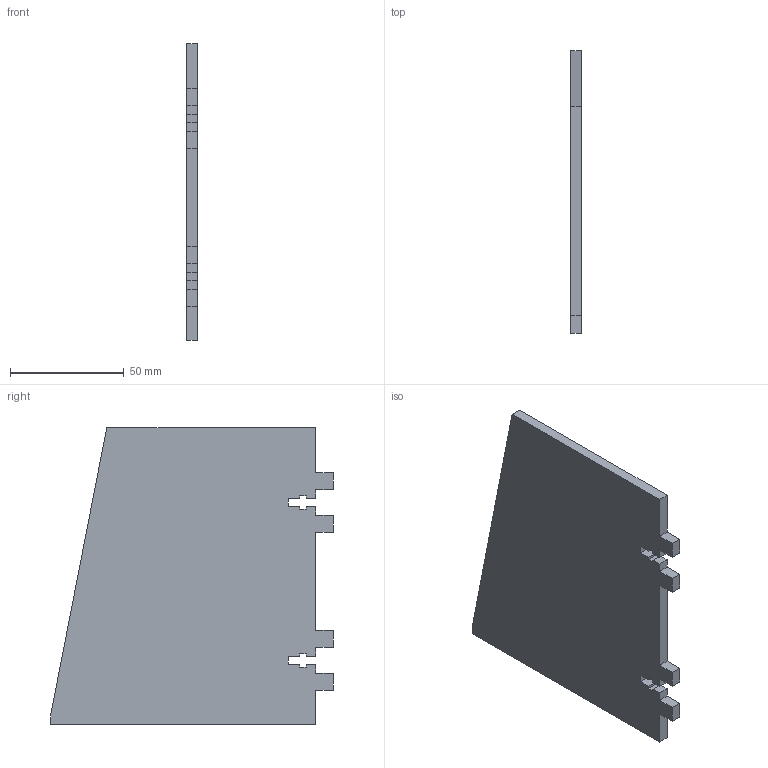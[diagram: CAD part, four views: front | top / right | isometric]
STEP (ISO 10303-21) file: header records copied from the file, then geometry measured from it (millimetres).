
FILE_DESCRIPTION(('FreeCAD Model'),'2;1');
FILE_NAME('Mainbard-cover.step','2020-08-10T10:04:27',( 'Author'),(''),'Open CASCADE STEP processor 7.3','FreeCAD','Unknown' );
FILE_SCHEMA(('AUTOMOTIVE_DESIGN { 1 0 10303 214 1 1 1 1 }'));
Length unit declared in the file: millimetre
Products named in the file (1): mainbard-cover
Bounding box: 4.6 x 124.3 x 130.5 mm (x, y, z)
Volume: 63357.9 mm3; surface area: 30266.8 mm2
Topology: 1 solids, 1 shells, 47 faces, 135 edges, 90 vertices
Faces by surface type: plane 47
Entity records: 1530 total; most frequent: CARTESIAN_POINT 273, ORIENTED_EDGE 270, DIRECTION 231, EDGE_CURVE 135, LINE 135, VECTOR 135, VERTEX_POINT 90, AXIS2_PLACEMENT_3D 48
